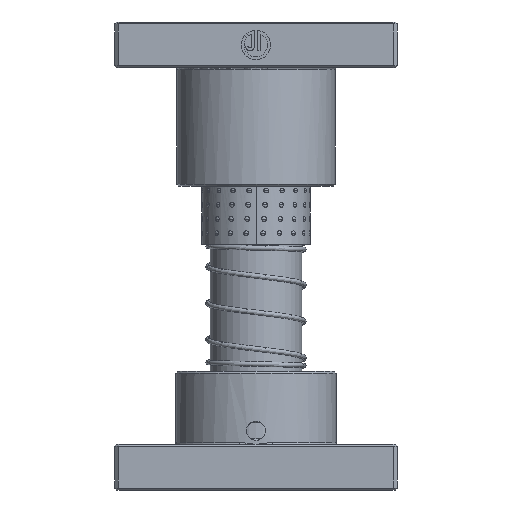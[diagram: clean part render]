
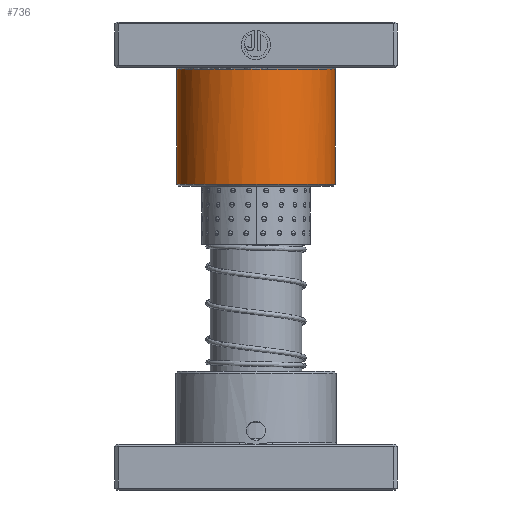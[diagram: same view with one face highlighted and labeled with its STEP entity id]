
A CAD part, front view. The second image highlights one B-rep face of the part: STEP entity #736.
In plain terms, the highlighted cylindrical face has radius 43.5 mm (diameter 87 mm), a partial arc.
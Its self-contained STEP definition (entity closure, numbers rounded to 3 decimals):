
#534 = DIRECTION ( 'NONE',  ( 0., 0., 1. ) ) ;
#736 = ADVANCED_FACE ( 'NONE', ( #57992 ), #56403, .T. ) ;
#5544 = CARTESIAN_POINT ( 'NONE',  ( 2.18, 43.459, 25.893 ) ) ;
#6074 = VERTEX_POINT ( 'NONE', #57085 ) ;
#10750 = CARTESIAN_POINT ( 'NONE',  ( -1.074, 43.5, 25.866 ) ) ;
#11567 = ORIENTED_EDGE ( 'NONE', *, *, #57752, .T. ) ;
#12370 = ORIENTED_EDGE ( 'NONE', *, *, #43819, .T. ) ;
#12634 = AXIS2_PLACEMENT_3D ( 'NONE', #52705, #52652, #28588 ) ;
#15883 = CARTESIAN_POINT ( 'NONE',  ( -4.338, 43.297, 25.961 ) ) ;
#16188 = VERTEX_POINT ( 'NONE', #40891 ) ;
#16445 = ORIENTED_EDGE ( 'NONE', *, *, #52176, .T. ) ;
#16826 = B_SPLINE_CURVE_WITH_KNOTS ( 'NONE', 3,
 ( #61434, #51030, #36130, #5544, #41247, #10750, #46357, #15883, #51464, #21033 ),
 .UNSPECIFIED., .F., .F.,
 ( 4, 2, 2, 2, 4 ),
 ( 0., 0.003, 0.007, 0.01, 0.013 ),
 .UNSPECIFIED. ) ;
#18399 = DIRECTION ( 'NONE',  ( 0., 0., -1. ) ) ;
#18529 = AXIS2_PLACEMENT_3D ( 'NONE', #48856, #18399, #53908 ) ;
#18920 = ORIENTED_EDGE ( 'NONE', *, *, #52295, .T. ) ;
#19018 = CARTESIAN_POINT ( 'NONE',  ( -43.5, 0., 89. ) ) ;
#19497 = EDGE_CURVE ( 'NONE', #55267, #16188, #58823, .T. ) ;
#21033 = CARTESIAN_POINT ( 'NONE',  ( -6.503, 43.011, 26. ) ) ;
#21124 = LINE ( 'NONE', #64977, #46545 ) ;
#24811 = DIRECTION ( 'NONE',  ( 0., 0., -1. ) ) ;
#27220 = ORIENTED_EDGE ( 'NONE', *, *, #44051, .T. ) ;
#27493 = AXIS2_PLACEMENT_3D ( 'NONE', #31321, #534, #36366 ) ;
#28116 = AXIS2_PLACEMENT_3D ( 'NONE', #60126, #29752, #65224 ) ;
#28588 = DIRECTION ( 'NONE',  ( -1., 0., 0. ) ) ;
#29229 = CARTESIAN_POINT ( 'NONE',  ( 43.5, 0., 26. ) ) ;
#29752 = DIRECTION ( 'NONE',  ( 0., 0., 1. ) ) ;
#31321 = CARTESIAN_POINT ( 'NONE',  ( 0., 0., 26. ) ) ;
#31593 = VERTEX_POINT ( 'NONE', #29229 ) ;
#32203 = CIRCLE ( 'NONE', #27493, 43.5 ) ;
#33824 = ORIENTED_EDGE ( 'NONE', *, *, #19497, .F. ) ;
#33940 = EDGE_LOOP ( 'NONE', ( #12370, #11567, #27220, #18920, #16445, #33824 ) ) ;
#36130 = CARTESIAN_POINT ( 'NONE',  ( 4.343, 43.296, 25.961 ) ) ;
#36366 = DIRECTION ( 'NONE',  ( 1., 0., 0. ) ) ;
#40891 = CARTESIAN_POINT ( 'NONE',  ( -43.5, 0., 26. ) ) ;
#40954 = VERTEX_POINT ( 'NONE', #43821 ) ;
#41247 = CARTESIAN_POINT ( 'NONE',  ( 1.096, 43.5, 25.866 ) ) ;
#42380 = CIRCLE ( 'NONE', #28116, 43.5 ) ;
#43819 = EDGE_CURVE ( 'NONE', #55267, #6074, #49718, .T. ) ;
#43821 = CARTESIAN_POINT ( 'NONE',  ( 6.503, 43.011, 26. ) ) ;
#44051 = EDGE_CURVE ( 'NONE', #31593, #40954, #32203, .T. ) ;
#46357 = CARTESIAN_POINT ( 'NONE',  ( -2.161, 43.46, 25.893 ) ) ;
#46545 = VECTOR ( 'NONE', #24811, 1000. ) ;
#48856 = CARTESIAN_POINT ( 'NONE',  ( 0., 0., 89. ) ) ;
#49718 = CIRCLE ( 'NONE', #18529, 43.5 ) ;
#51030 = CARTESIAN_POINT ( 'NONE',  ( 5.424, 43.174, 26. ) ) ;
#51464 = CARTESIAN_POINT ( 'NONE',  ( -5.423, 43.174, 26. ) ) ;
#52176 = EDGE_CURVE ( 'NONE', #55948, #16188, #42380, .T. ) ;
#52295 = EDGE_CURVE ( 'NONE', #40954, #55948, #16826, .T. ) ;
#52652 = DIRECTION ( 'NONE',  ( 0., 0., -1. ) ) ;
#52705 = CARTESIAN_POINT ( 'NONE',  ( 0., 0., 90. ) ) ;
#53226 = DIRECTION ( 'NONE',  ( 0., 0., -1. ) ) ;
#53908 = DIRECTION ( 'NONE',  ( 1., 0., 0. ) ) ;
#55267 = VERTEX_POINT ( 'NONE', #19018 ) ;
#55948 = VERTEX_POINT ( 'NONE', #61696 ) ;
#56403 = CYLINDRICAL_SURFACE ( 'NONE', #12634, 43.5 ) ;
#57085 = CARTESIAN_POINT ( 'NONE',  ( 43.5, 0., 89. ) ) ;
#57217 = VECTOR ( 'NONE', #53226, 1000. ) ;
#57752 = EDGE_CURVE ( 'NONE', #6074, #31593, #21124, .T. ) ;
#57992 = FACE_OUTER_BOUND ( 'NONE', #33940, .T. ) ;
#58823 = LINE ( 'NONE', #59677, #57217 ) ;
#59677 = CARTESIAN_POINT ( 'NONE',  ( -43.5, 0., 90. ) ) ;
#60126 = CARTESIAN_POINT ( 'NONE',  ( 0., 0., 26. ) ) ;
#61434 = CARTESIAN_POINT ( 'NONE',  ( 6.503, 43.011, 26. ) ) ;
#61696 = CARTESIAN_POINT ( 'NONE',  ( -6.503, 43.011, 26. ) ) ;
#64977 = CARTESIAN_POINT ( 'NONE',  ( 43.5, 0., 90. ) ) ;
#65224 = DIRECTION ( 'NONE',  ( 1., 0., 0. ) ) ;
